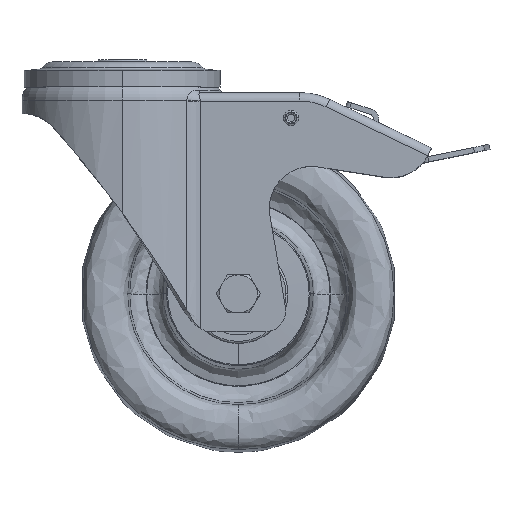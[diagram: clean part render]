
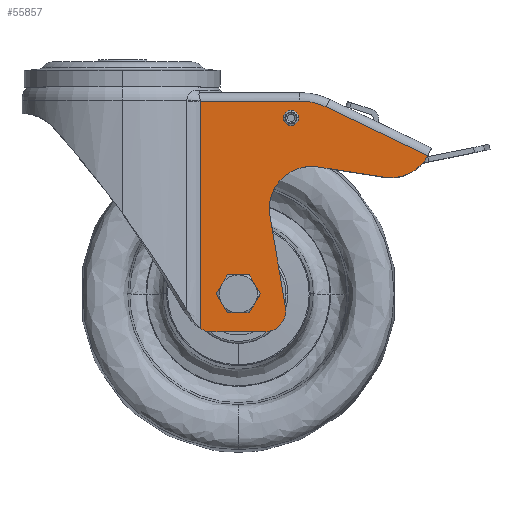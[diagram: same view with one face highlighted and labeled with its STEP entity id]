
A CAD part, top view. The second image highlights one B-rep face of the part: STEP entity #55857.
In plain terms, the highlighted planar face has unit normal (0, 0, 1).
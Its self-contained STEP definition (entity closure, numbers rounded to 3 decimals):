
#160 = FACE_OUTER_BOUND ( 'NONE', #57222, .T. ) ;
#374 = EDGE_CURVE ( 'NONE', #33625, #18060, #54154, .T. ) ;
#521 = DIRECTION ( 'NONE',  ( 0., 0., 1. ) ) ;
#714 = ORIENTED_EDGE ( 'NONE', *, *, #25952, .F. ) ;
#835 = CARTESIAN_POINT ( 'NONE',  ( 144.865, -45.452, 34. ) ) ;
#1073 = DIRECTION ( 'NONE',  ( 0.88, -0.475, 0. ) ) ;
#1797 = CARTESIAN_POINT ( 'NONE',  ( 55., -111., 34. ) ) ;
#2201 = CARTESIAN_POINT ( 'NONE',  ( 42.504, -119., 34. ) ) ;
#2341 = CARTESIAN_POINT ( 'NONE',  ( 42.504, -129., 34. ) ) ;
#2679 = EDGE_CURVE ( 'NONE', #44489, #48783, #34799, .T. ) ;
#2838 = CIRCLE ( 'NONE', #40475, 6.1 ) ;
#3174 = AXIS2_PLACEMENT_3D ( 'NONE', #54106, #521, #22311 ) ;
#3564 = DIRECTION ( 'NONE',  ( 0., 0., 1. ) ) ;
#3598 = CARTESIAN_POINT ( 'NONE',  ( 37.017, -127.36, 34. ) ) ;
#3989 = VERTEX_POINT ( 'NONE', #20862 ) ;
#4700 = EDGE_CURVE ( 'NONE', #33354, #14845, #12674, .T. ) ;
#4854 = CARTESIAN_POINT ( 'NONE',  ( 37.017, -127.36, 34. ) ) ;
#5171 = CARTESIAN_POINT ( 'NONE',  ( 61.1, -111., 34. ) ) ;
#7503 = EDGE_CURVE ( 'NONE', #48783, #18060, #24352, .T. ) ;
#10591 = DIRECTION ( 'NONE',  ( 0.986, 0.168, 0. ) ) ;
#11606 = CARTESIAN_POINT ( 'NONE',  ( 77.4, -27.6, 34. ) ) ;
#11758 = EDGE_CURVE ( 'NONE', #33837, #64264, #69481, .T. ) ;
#11865 = LINE ( 'NONE', #45475, #30716 ) ;
#12593 = ORIENTED_EDGE ( 'NONE', *, *, #54715, .F. ) ;
#12674 = CIRCLE ( 'NONE', #36591, 20. ) ;
#12800 = AXIS2_PLACEMENT_3D ( 'NONE', #63542, #27056, #10591 ) ;
#13251 = DIRECTION ( 'NONE',  ( 0., 0., -1. ) ) ;
#13753 = CARTESIAN_POINT ( 'NONE',  ( 67.504, -129., 34. ) ) ;
#13877 = ORIENTED_EDGE ( 'NONE', *, *, #4700, .F. ) ;
#13893 = ORIENTED_EDGE ( 'NONE', *, *, #33519, .F. ) ;
#14845 = VERTEX_POINT ( 'NONE', #54081 ) ;
#14973 = AXIS2_PLACEMENT_3D ( 'NONE', #34728, #57302, #40136 ) ;
#15035 = EDGE_CURVE ( 'NONE', #37763, #28689, #11865, .T. ) ;
#16309 = VERTEX_POINT ( 'NONE', #52035 ) ;
#16837 = DIRECTION ( 'NONE',  ( -0.988, 0.153, 0. ) ) ;
#17708 = CARTESIAN_POINT ( 'NONE',  ( 82.6, -27.6, 34. ) ) ;
#18060 = VERTEX_POINT ( 'NONE', #4854 ) ;
#20862 = CARTESIAN_POINT ( 'NONE',  ( 96.588, -22.425, 34. ) ) ;
#21690 = CARTESIAN_POINT ( 'NONE',  ( 69.962, -73.965, 34. ) ) ;
#22311 = DIRECTION ( 'NONE',  ( 1., 0., 0. ) ) ;
#22455 = EDGE_CURVE ( 'NONE', #16309, #37763, #25395, .T. ) ;
#23182 = EDGE_CURVE ( 'NONE', #44489, #3989, #68830, .T. ) ;
#23988 = DIRECTION ( 'NONE',  ( 0., -1., 0. ) ) ;
#24352 = B_SPLINE_CURVE_WITH_KNOTS ( 'NONE', 3,
 ( #36412, #52904, #31380, #3598 ),
 .UNSPECIFIED., .F., .F.,
 ( 4, 4 ),
 ( 0., 1. ),
 .UNSPECIFIED. ) ;
#25068 = DIRECTION ( 'NONE',  ( 0., 1., 0. ) ) ;
#25395 = CIRCLE ( 'NONE', #12800, 10. ) ;
#25952 = EDGE_CURVE ( 'NONE', #28689, #33625, #35308, .T. ) ;
#25979 = DIRECTION ( 'NONE',  ( 1., 0., 0. ) ) ;
#26808 = DIRECTION ( 'NONE',  ( -1., 0., 0. ) ) ;
#27056 = DIRECTION ( 'NONE',  ( 0., 0., -1. ) ) ;
#27881 = AXIS2_PLACEMENT_3D ( 'NONE', #2201, #44386, #23988 ) ;
#28059 = LINE ( 'NONE', #21690, #47370 ) ;
#28097 = ORIENTED_EDGE ( 'NONE', *, *, #2679, .T. ) ;
#28689 = VERTEX_POINT ( 'NONE', #42225 ) ;
#29617 = EDGE_CURVE ( 'NONE', #64264, #33837, #2838, .T. ) ;
#29834 = ORIENTED_EDGE ( 'NONE', *, *, #55049, .F. ) ;
#30716 = VECTOR ( 'NONE', #33635, 1000. ) ;
#31141 = LINE ( 'NONE', #47968, #52485 ) ;
#31172 = AXIS2_PLACEMENT_3D ( 'NONE', #35746, #13251, #25068 ) ;
#31380 = CARTESIAN_POINT ( 'NONE',  ( 37.016, -91.44, 34. ) ) ;
#31431 = CARTESIAN_POINT ( 'NONE',  ( 55., -111., 34. ) ) ;
#32136 = AXIS2_PLACEMENT_3D ( 'NONE', #62470, #63533, #25979 ) ;
#32250 = FACE_BOUND ( 'NONE', #58936, .T. ) ;
#32779 = VERTEX_POINT ( 'NONE', #835 ) ;
#32877 = LINE ( 'NONE', #65748, #56397 ) ;
#33354 = VERTEX_POINT ( 'NONE', #68928 ) ;
#33519 = EDGE_CURVE ( 'NONE', #40539, #49405, #48227, .T. ) ;
#33625 = VERTEX_POINT ( 'NONE', #2341 ) ;
#33635 = DIRECTION ( 'NONE',  ( -1., 0., 0. ) ) ;
#33837 = VERTEX_POINT ( 'NONE', #5171 ) ;
#34007 = CARTESIAN_POINT ( 'NONE',  ( 42.504, -119., 34. ) ) ;
#34728 = CARTESIAN_POINT ( 'NONE',  ( 80., -27.6, 34. ) ) ;
#34799 = LINE ( 'NONE', #47703, #67417 ) ;
#35308 = CIRCLE ( 'NONE', #44498, 10. ) ;
#35746 = CARTESIAN_POINT ( 'NONE',  ( 84.103, -48.6, 34. ) ) ;
#36377 = DIRECTION ( 'NONE',  ( 1., 0., 0. ) ) ;
#36412 = CARTESIAN_POINT ( 'NONE',  ( 37.015, -19.6, 34. ) ) ;
#36591 = AXIS2_PLACEMENT_3D ( 'NONE', #65244, #44170, #65899 ) ;
#37708 = DIRECTION ( 'NONE',  ( 0.168, -0.986, 0. ) ) ;
#37763 = VERTEX_POINT ( 'NONE', #13753 ) ;
#37997 = DIRECTION ( 'NONE',  ( 0., 0., -1. ) ) ;
#38683 = EDGE_CURVE ( 'NONE', #32779, #67448, #45450, .T. ) ;
#40069 = ORIENTED_EDGE ( 'NONE', *, *, #58497, .F. ) ;
#40136 = DIRECTION ( 'NONE',  ( -1., 0., 0. ) ) ;
#40475 = AXIS2_PLACEMENT_3D ( 'NONE', #31431, #70360, #26808 ) ;
#40539 = VERTEX_POINT ( 'NONE', #17708 ) ;
#41024 = ORIENTED_EDGE ( 'NONE', *, *, #15035, .F. ) ;
#41969 = CARTESIAN_POINT ( 'NONE',  ( 84.103, -19.6, 34. ) ) ;
#42225 = CARTESIAN_POINT ( 'NONE',  ( 42.504, -129., 34. ) ) ;
#43391 = DIRECTION ( 'NONE',  ( 0., -1., 0. ) ) ;
#44170 = DIRECTION ( 'NONE',  ( 0., 0., 1. ) ) ;
#44386 = DIRECTION ( 'NONE',  ( 0., 0., -1. ) ) ;
#44489 = VERTEX_POINT ( 'NONE', #41969 ) ;
#44498 = AXIS2_PLACEMENT_3D ( 'NONE', #34007, #37997, #43391 ) ;
#45450 = CIRCLE ( 'NONE', #47732, 20. ) ;
#45475 = CARTESIAN_POINT ( 'NONE',  ( 67.504, -129., 34. ) ) ;
#45866 = ORIENTED_EDGE ( 'NONE', *, *, #38683, .F. ) ;
#47370 = VECTOR ( 'NONE', #37708, 1000. ) ;
#47703 = CARTESIAN_POINT ( 'NONE',  ( 84.103, -19.6, 34. ) ) ;
#47732 = AXIS2_PLACEMENT_3D ( 'NONE', #66762, #61782, #1073 ) ;
#47968 = CARTESIAN_POINT ( 'NONE',  ( 96.588, -22.425, 34. ) ) ;
#48227 = CIRCLE ( 'NONE', #32136, 2.6 ) ;
#48783 = VERTEX_POINT ( 'NONE', #59773 ) ;
#48963 = AXIS2_PLACEMENT_3D ( 'NONE', #1797, #3564, #36377 ) ;
#49084 = FACE_BOUND ( 'NONE', #55039, .T. ) ;
#49143 = ORIENTED_EDGE ( 'NONE', *, *, #69406, .F. ) ;
#49187 = CIRCLE ( 'NONE', #14973, 2.6 ) ;
#49405 = VERTEX_POINT ( 'NONE', #11606 ) ;
#49457 = PLANE ( 'NONE',  #3174 ) ;
#50815 = ORIENTED_EDGE ( 'NONE', *, *, #29617, .F. ) ;
#52035 = CARTESIAN_POINT ( 'NONE',  ( 77.362, -117.317, 34. ) ) ;
#52485 = VECTOR ( 'NONE', #52990, 1000. ) ;
#52904 = CARTESIAN_POINT ( 'NONE',  ( 37.016, -55.52, 34. ) ) ;
#52990 = DIRECTION ( 'NONE',  ( 0.903, -0.431, 0. ) ) ;
#54081 = CARTESIAN_POINT ( 'NONE',  ( 69.962, -73.965, 34. ) ) ;
#54106 = CARTESIAN_POINT ( 'NONE',  ( 0., -165.6, 34. ) ) ;
#54154 = CIRCLE ( 'NONE', #27881, 10. ) ;
#54715 = EDGE_CURVE ( 'NONE', #67448, #33354, #32877, .T. ) ;
#55039 = EDGE_LOOP ( 'NONE', ( #49143, #13893 ) ) ;
#55049 = EDGE_CURVE ( 'NONE', #14845, #16309, #28059, .T. ) ;
#55857 = ADVANCED_FACE ( 'NONE', ( #49084, #32250, #160 ), #49457, .T. ) ;
#56397 = VECTOR ( 'NONE', #16837, 1000. ) ;
#56880 = ORIENTED_EDGE ( 'NONE', *, *, #11758, .F. ) ;
#57222 = EDGE_LOOP ( 'NONE', ( #63988, #29834, #13877, #12593, #45866, #40069, #64840, #28097, #57482, #61479, #714, #41024 ) ) ;
#57302 = DIRECTION ( 'NONE',  ( 0., 0., 1. ) ) ;
#57482 = ORIENTED_EDGE ( 'NONE', *, *, #7503, .T. ) ;
#58433 = DIRECTION ( 'NONE',  ( -1., 0., 0. ) ) ;
#58497 = EDGE_CURVE ( 'NONE', #3989, #32779, #31141, .T. ) ;
#58936 = EDGE_LOOP ( 'NONE', ( #50815, #56880 ) ) ;
#59773 = CARTESIAN_POINT ( 'NONE',  ( 37.015, -19.6, 34. ) ) ;
#61479 = ORIENTED_EDGE ( 'NONE', *, *, #374, .F. ) ;
#61782 = DIRECTION ( 'NONE',  ( 0., 0., -1. ) ) ;
#62470 = CARTESIAN_POINT ( 'NONE',  ( 80., -27.6, 34. ) ) ;
#63533 = DIRECTION ( 'NONE',  ( 0., 0., 1. ) ) ;
#63542 = CARTESIAN_POINT ( 'NONE',  ( 67.504, -119., 34. ) ) ;
#63988 = ORIENTED_EDGE ( 'NONE', *, *, #22455, .F. ) ;
#64264 = VERTEX_POINT ( 'NONE', #69721 ) ;
#64840 = ORIENTED_EDGE ( 'NONE', *, *, #23182, .F. ) ;
#65244 = CARTESIAN_POINT ( 'NONE',  ( 89.677, -70.6, 34. ) ) ;
#65748 = CARTESIAN_POINT ( 'NONE',  ( 124.202, -55.714, 34. ) ) ;
#65899 = DIRECTION ( 'NONE',  ( 0.153, 0.988, 0. ) ) ;
#66762 = CARTESIAN_POINT ( 'NONE',  ( 127.267, -35.95, 34. ) ) ;
#67417 = VECTOR ( 'NONE', #58433, 1000. ) ;
#67448 = VERTEX_POINT ( 'NONE', #70531 ) ;
#68830 = CIRCLE ( 'NONE', #31172, 29. ) ;
#68928 = CARTESIAN_POINT ( 'NONE',  ( 92.741, -50.836, 34. ) ) ;
#69406 = EDGE_CURVE ( 'NONE', #49405, #40539, #49187, .T. ) ;
#69481 = CIRCLE ( 'NONE', #48963, 6.1 ) ;
#69721 = CARTESIAN_POINT ( 'NONE',  ( 48.9, -111., 34. ) ) ;
#70360 = DIRECTION ( 'NONE',  ( 0., 0., 1. ) ) ;
#70531 = CARTESIAN_POINT ( 'NONE',  ( 124.202, -55.714, 34. ) ) ;
